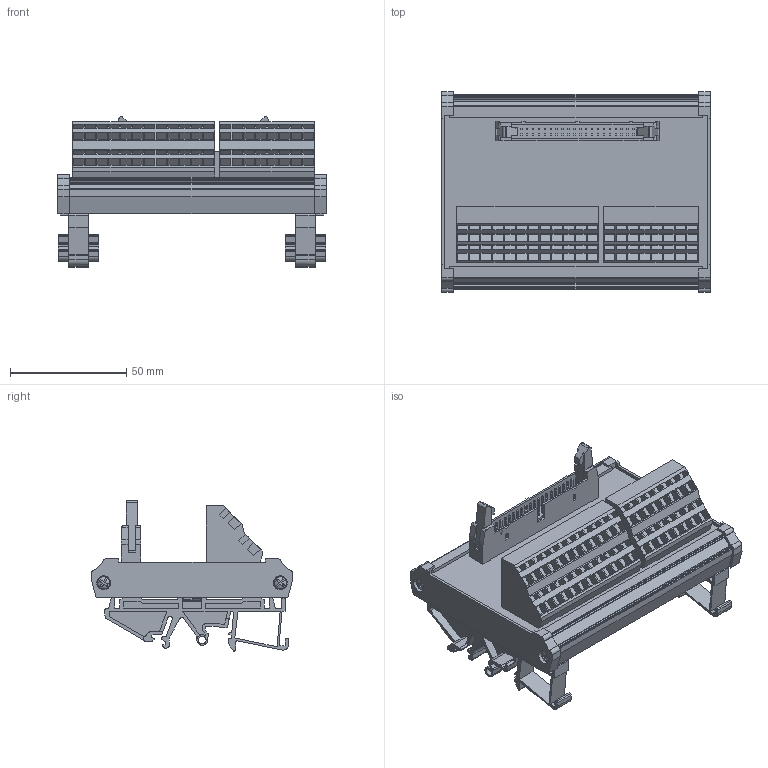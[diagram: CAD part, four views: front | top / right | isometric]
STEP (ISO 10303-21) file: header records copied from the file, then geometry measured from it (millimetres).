
FILE_DESCRIPTION(('CATIA V5R22 STEP214','CAx-IF Rec.Pracs.--- Model Styling and Organization---1.4--- 2014-01-23'),'2;1');
FILE_NAME ('032158-1_0', '2021-11-10T15:03:01+00:00', ('Weidmueller Interface'), ('Weidmueller'), 'CATIA Version 5-6 Release 2016 SP3 HF44', 'CATIA V5 STEP AP214', 'none');
FILE_SCHEMA(('AUTOMOTIVE_DESIGN { 1 0 10303 214 1 1 1 1 }'));
Products named in the file (1): 8537140000_RS F40 Z
Bounding box: 115.5 x 86.4 x 64.75 mm (x, y, z)
Volume: 108462 mm3; surface area: 88923.9 mm2
Topology: 1 solids, 5 shells, 1801 faces, 5051 edges, 3352 vertices
Faces by surface type: plane 1468, cylinder 317, torus 8, sphere 8
Entity records: 60245 total; most frequent: CARTESIAN_POINT 12270, ORIENTED_EDGE 10102, DIRECTION 8404, EDGE_CURVE 5051, VECTOR 4253, LINE 4253, VERTEX_POINT 3352, AXIS2_PLACEMENT_3D 2353
